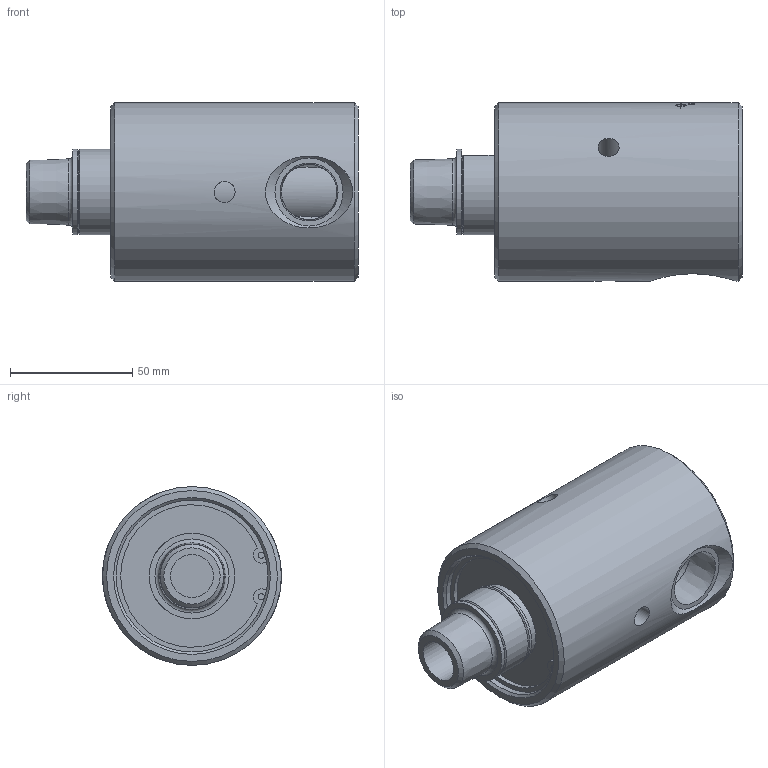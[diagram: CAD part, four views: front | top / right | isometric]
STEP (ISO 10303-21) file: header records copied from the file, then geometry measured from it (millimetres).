
FILE_DESCRIPTION(/* description */ (''),/* implementation_level */ '2;1');
FILE_NAME(/* name */ '254-050-117-IC.stp',/* time_stamp */ '2020-05-18T16:22:28-05:00',/* author */ ('Moorera'),/* organization */ (''),/* preprocessor_version */ 'ST-DEVELOPER v18.1',/* originating_system */ 'Autodesk Inventor 2020',/* authorisation */ '');
FILE_SCHEMA (('AUTOMOTIVE_DESIGN { 1 0 10303 214 3 1 1 }'));
Length unit declared in the file: millimetre
Products named in the file (1): 254-050-117-IC
Bounding box: 135.58 x 73 x 73 mm (x, y, z)
Volume: 413332 mm3; surface area: 41473.5 mm2
Topology: 1 solids, 1 shells, 358 faces, 958 edges, 643 vertices
Faces by surface type: bspline 193, plane 99, cylinder 51, cone 14, torus 1
Full cylindrical faces by diameter (mm): 2.567 x2, 8.6 x3, 17.5 x1, 22.631 x1, 32.9 x1, 35 x2, 62.05 x1, 73 x1
Entity records: 18932 total; most frequent: CARTESIAN_POINT 10783, ORIENTED_EDGE 1916, DIRECTION 1234, EDGE_CURVE 958, VERTEX_POINT 643, AXIS2_PLACEMENT_3D 444, EDGE_LOOP 399, FACE_OUTER_BOUND 358
